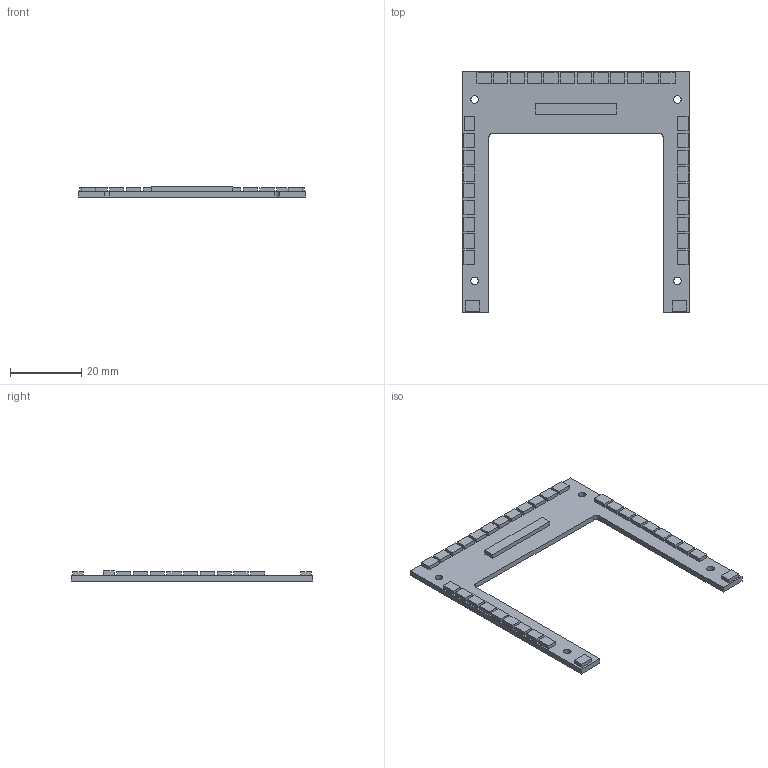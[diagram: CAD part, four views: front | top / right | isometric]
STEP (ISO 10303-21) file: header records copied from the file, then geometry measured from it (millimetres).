
FILE_DESCRIPTION(('Open CASCADE Model'),'2;1');
FILE_NAME('Open CASCADE Shape Model','2016-09-19T11:07:55',('Author'),( 'Open CASCADE'),'Open CASCADE STEP processor 6.8','Open CASCADE 6.8' ,'Unknown');
FILE_SCHEMA(('AUTOMOTIVE_DESIGN { 1 0 10303 214 1 1 1 1 }'));
Length unit declared in the file: millimetre
Products named in the file (113): PCB; Board; TP48_14; 898647264; Cylinder; J5; 898647672; Extruded; J4_1; 898646992; J4_2; J4_3; J4_4; J4_5; J4_6; 898647128; J4_7; J4_8; J4_9; J4_10; J4_11; J4_12; J4_13; J4_14; J4_15; J4_16; J4_17; J4_18; J4_19; J4_20; J4_21; J4_22; J4_23; J4_24; J4_25; J4_26; J4_27; J4_28; J4_29; J4_30 ...
Assembly tree (202 placements, depth 4):
  PCB
    Board
    TP48_14
      898647264
        Cylinder
    J5
      898647672
        Extruded
    J4_1
      898646992
        Extruded
    J4_2
      898646992
        Extruded
    J4_3
      898646992
        Extruded
    J4_4
      898646992
        Extruded
    J4_5
      898646992
        Extruded
    J4_6
      898647128
        Extruded
    J4_7
      898646992
        Extruded
    J4_8
      898647128
        Extruded
    J4_9
      898646992
        Extruded
    J4_10
      898647128
        Extruded
    J4_11
      898646992
        Extruded
    J4_12
      898647128
        Extruded
    J4_13
      898646992
        Extruded
    J4_14
      898647128
        Extruded
    J4_15
      898647128
        Extruded
    J4_16
      898647128
        Extruded
    J4_17
      898647128
        Extruded
    J4_18
Bounding box: 64 x 68 x 2.87 mm (x, y, z)
Volume: 3426.7 mm3; surface area: 5877 mm2
Topology: 98 solids, 98 shells, 406 faces, 630 edges, 420 vertices
Faces by surface type: plane 336, cylinder 70
Full cylindrical faces by diameter (mm): 1 x64, 2.15 x4
Entity records: 5375 total; most frequent: CARTESIAN_POINT 819, DIRECTION 772, PRODUCT_DEFINITION_SHAPE 315, AXIS2_PLACEMENT_3D 269, LINE 222, VECTOR 222, CONTEXT_DEPENDENT_SHAPE_REPRESENTATION 202, ITEM_DEFINED_TRANSFORMATION 202
